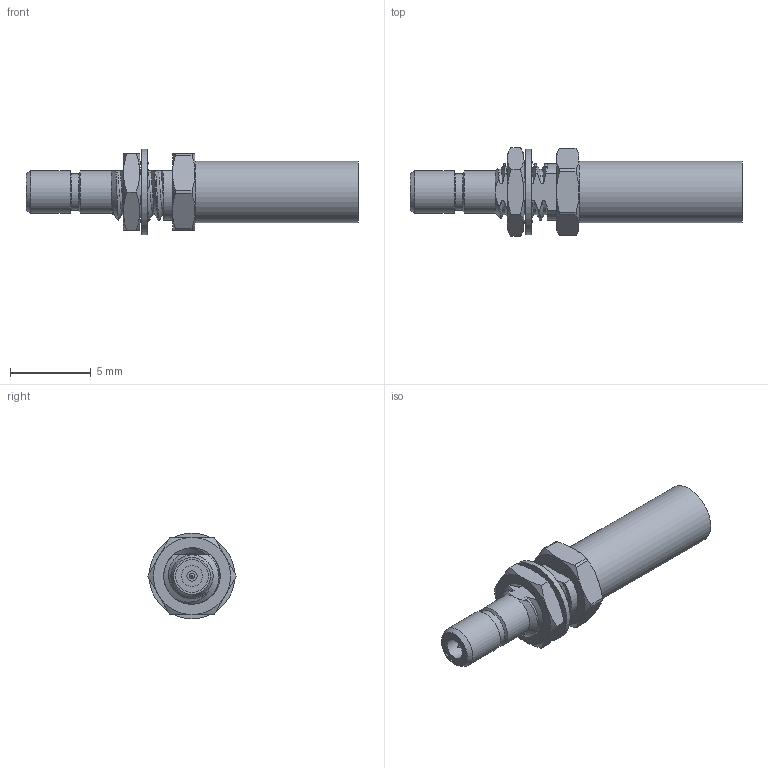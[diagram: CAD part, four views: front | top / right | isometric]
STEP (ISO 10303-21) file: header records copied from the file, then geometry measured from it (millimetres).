
FILE_DESCRIPTION (( 'STEP AP203' ), '1' );
FILE_NAME ('PE4336_3D.step', '2021-12-22T16:37:23', ( '' ), ( '' ), 'SwSTEP 2.0', 'SolidWorks 2021', '' );
FILE_SCHEMA (( 'CONFIG_CONTROL_DESIGN' ));
Length unit declared in the file: inch
Products named in the file (1): PE4336_3D
Bounding box: 20.59 x 5.51 x 5.32 mm (x, y, z)
Volume: 152.7 mm3; surface area: 557.7 mm2
Topology: 4 solids, 4 shells, 142 faces, 345 edges, 218 vertices
Faces by surface type: bspline 45, cylinder 36, cone 32, plane 29
Full cylindrical faces by diameter (mm): 0.355 x1, 0.646 x1, 1.31 x1, 1.529 x1, 2.052 x1, 2.289 x1, 2.62 x2, 2.623 x1, 3.151 x1, 3.8 x1, 5.317 x1
Entity records: 11819 total; most frequent: CARTESIAN_POINT 8985, ORIENTED_EDGE 654, DIRECTION 414, EDGE_CURVE 327, VERTEX_POINT 217, AXIS2_PLACEMENT_3D 180, EDGE_LOOP 172, B_SPLINE_CURVE_WITH_KNOTS 156
